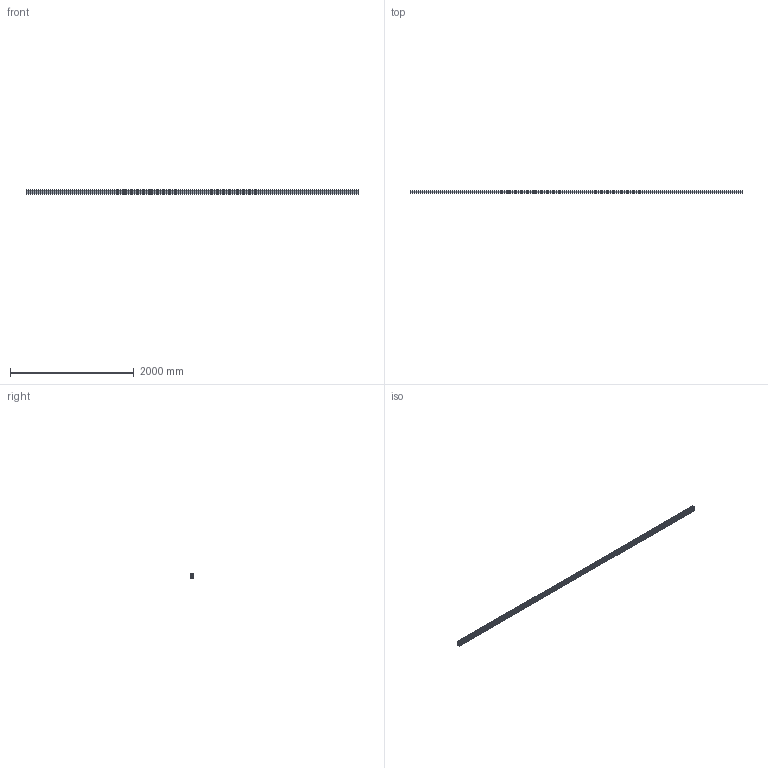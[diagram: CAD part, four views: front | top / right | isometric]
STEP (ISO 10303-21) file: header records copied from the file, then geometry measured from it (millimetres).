
FILE_DESCRIPTION(/* description */ (''),/* implementation_level */ '2;1');
FILE_NAME(/* name */ 'Stuetze_Profil.step',/* time_stamp */ '2025-06-01T12:37:31+02:00',/* author */ (''),/* organization */ (''),/* preprocessor_version */ 'ST-DEVELOPER v20.1',/* originating_system */ 'Autodesk Translation Framework v14.10.0.0',/* authorisation */ '');
FILE_SCHEMA (('AUTOMOTIVE_DESIGN { 1 0 10303 214 3 1 1 }'));
Length unit declared in the file: millimetre
Products named in the file (1): Stuetze_Profil
Bounding box: 5356 x 40 x 80 mm (x, y, z)
Volume: 6042995.3 mm3; surface area: 4151454.4 mm2
Topology: 1 solids, 1 shells, 234 faces, 696 edges, 464 vertices
Faces by surface type: cylinder 118, plane 116
Full cylindrical faces by diameter (mm): 6.8 x2
Entity records: 7988 total; most frequent: DIRECTION 1402, CARTESIAN_POINT 1395, ORIENTED_EDGE 1392, EDGE_CURVE 696, AXIS2_PLACEMENT_3D 471, VERTEX_POINT 464, LINE 460, VECTOR 460
